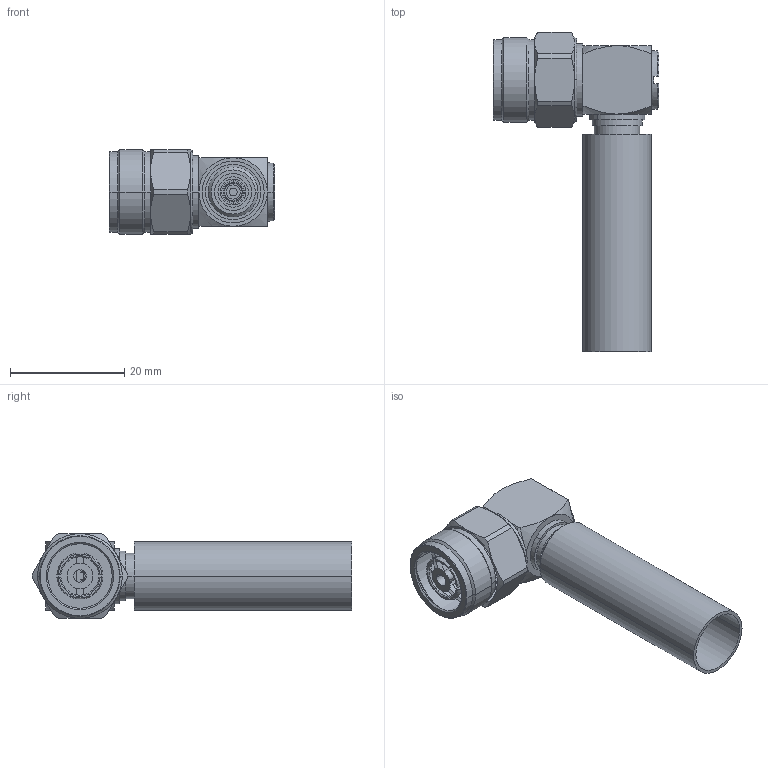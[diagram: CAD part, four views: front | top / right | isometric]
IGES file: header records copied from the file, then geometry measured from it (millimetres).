
Start section:  PTC IGES file: 031-6504.igs
Global section: file name: 031-6504.igs; native system: Pro/ENGINEER by Parametric Technology Corporation; preprocessor: 2010280; author: M.GOPI; organization: Unknown; date: 20120514.185237; units: millimetre
Bounding box: 29.02 x 55.92 x 14.85 mm (x, y, z)
Surface area: 5509.1 mm2 (no closed solid volume)
Topology: 0 solids, 0 shells, 121 faces, 504 edges, 504 vertices
Faces by surface type: revolution 84, bspline 37
